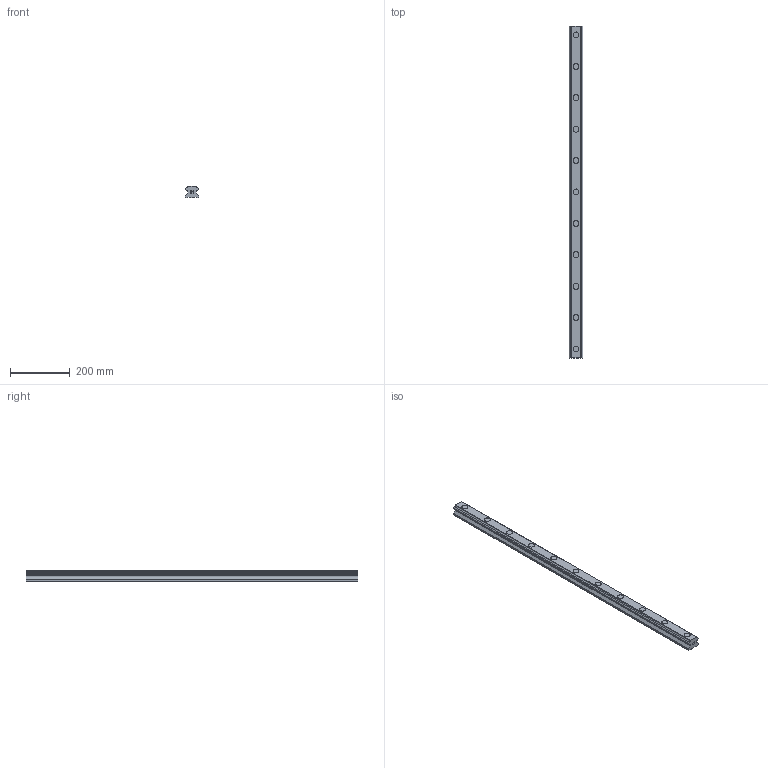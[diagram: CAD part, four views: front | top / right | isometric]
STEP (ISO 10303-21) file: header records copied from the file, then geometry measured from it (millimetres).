
FILE_DESCRIPTION(('STEP AP214'),'1');
FILE_NAME('cctmp_1E28B6B9-16A5-4E33-A4FA-ADFD16E7D528_2020_10_29_11_25_51_774..stp','2020-10-29T10:25:51',('HIWIN GmbH'),('CADClick - www.CADClick.com'),'Spatial InterOp 3D',' ','unknown authorization');
FILE_SCHEMA(('AUTOMOTIVE_DESIGN'));
Length unit declared in the file: millimetre
Products named in the file (1): HGR45R1110H_FILE
Bounding box: 45 x 1110 x 38 mm (x, y, z)
Volume: 1489719.3 mm3; surface area: 218007.5 mm2
Topology: 1 solids, 1 shells, 196 faces, 471 edges, 314 vertices
Faces by surface type: plane 126, cylinder 70
Entity records: 7307 total; most frequent: DIRECTION 1005, CARTESIAN_POINT 982, ORIENTED_EDGE 942, EDGE_CURVE 471, AXIS2_PLACEMENT_3D 337, LINE 331, VECTOR 331, VERTEX_POINT 314
